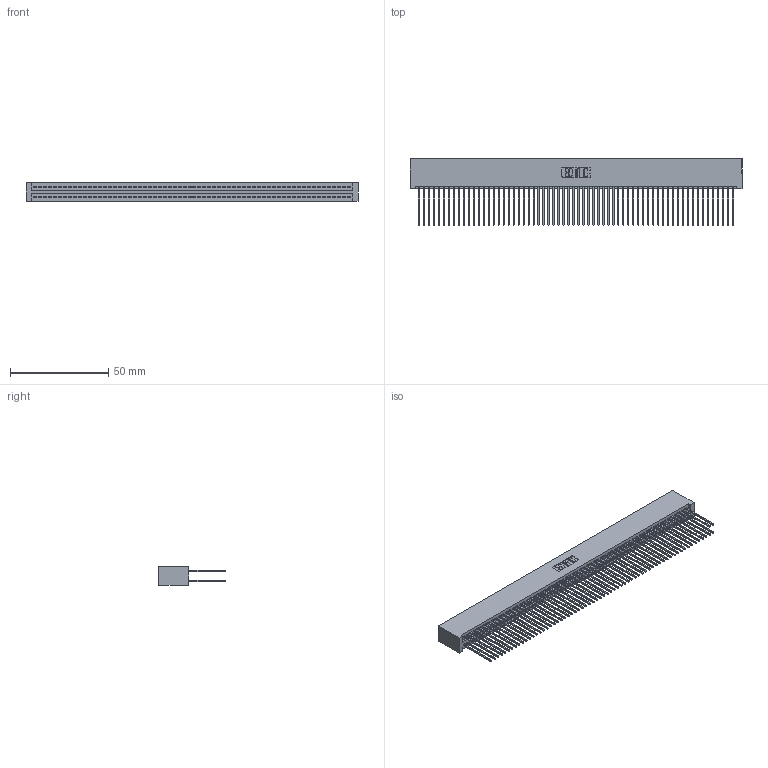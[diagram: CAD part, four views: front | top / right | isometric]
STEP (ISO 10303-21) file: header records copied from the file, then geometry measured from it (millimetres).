
FILE_DESCRIPTION (( 'STEP AP203' ), '1' );
FILE_NAME ('395-128-541-201.STEP', '2019-10-28T19:05:45', ( '' ), ( '' ), 'SwSTEP 2.0', 'SolidWorks 2016', '' );
FILE_SCHEMA (( 'CONFIG_CONTROL_DESIGN' ));
Length unit declared in the file: inch
Products named in the file (3): 345 Part_No Mounting Lugs; 345-292-001_345-293-141; 395-128-541-201
Assembly tree (129 placements, depth 2):
  395-128-541-201
    345 Part_No Mounting Lugs
    345-292-001_345-293-141  x128
Bounding box: 169.16 x 33.96 x 9.4 mm (x, y, z)
Volume: 17987.2 mm3; surface area: 30769.6 mm2
Topology: 129 solids, 129 shells, 6518 faces, 19389 edges, 12754 vertices
Faces by surface type: plane 4300, cylinder 2218
Entity records: 46995 total; most frequent: CARTESIAN_POINT 7856, ORIENTED_EDGE 7790, DIRECTION 6895, EDGE_CURVE 3895, LINE 3515, VECTOR 3515, VERTEX_POINT 2594, AXIS2_PLACEMENT_3D 1690
